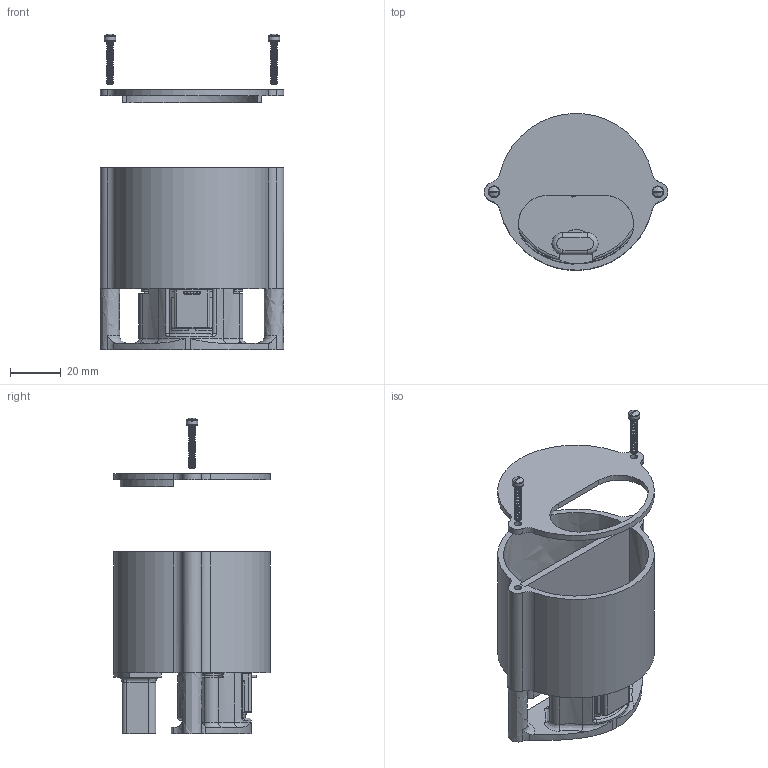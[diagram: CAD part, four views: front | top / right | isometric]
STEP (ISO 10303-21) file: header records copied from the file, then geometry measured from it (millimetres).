
FILE_DESCRIPTION(('FreeCAD Model'),'2;1');
FILE_NAME('Open CASCADE Shape Model','2025-04-29T11:20:21',('FreeCAD'),( 'FreeCAD'),'Open CASCADE STEP processor 7.6','FreeCAD','Unknown');
FILE_SCHEMA(('AUTOMOTIVE_DESIGN { 1 0 10303 214 1 1 1 1 }'));
Length unit declared in the file: millimetre
Products named in the file (1): Open CASCADE STEP translator 7.6 1
Bounding box: 71.91 x 61.48 x 124 mm (x, y, z)
Volume: 68965.2 mm3; surface area: 59168.1 mm2
Topology: 14 solids, 14 shells, 643 faces, 1680 edges, 1077 vertices
Faces by surface type: bspline 643
Entity records: 29315 total; most frequent: CARTESIAN_POINT 19921, ORIENTED_EDGE 3352, EDGE_CURVE 1676, VERTEX_POINT 1077, B_SPLINE_CURVE_WITH_KNOTS 979, FACE_BOUND 693, EDGE_LOOP 693, ADVANCED_FACE 643
